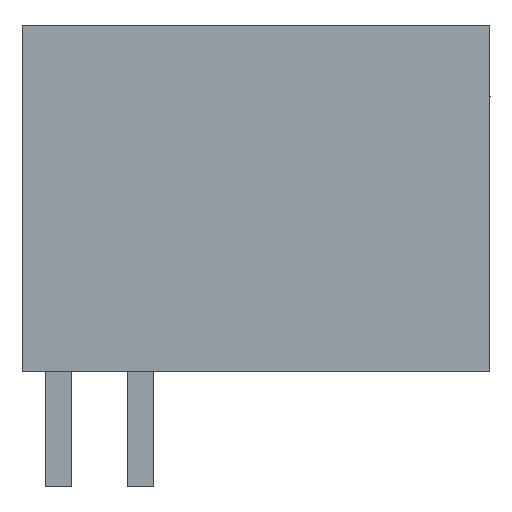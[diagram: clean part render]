
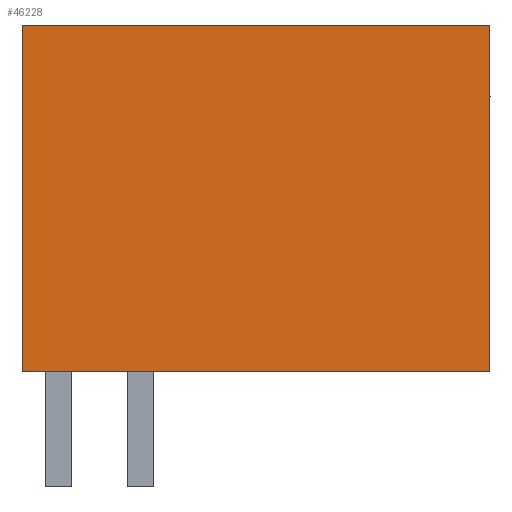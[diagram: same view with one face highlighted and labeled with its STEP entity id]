
A CAD part, left-side view. The second image highlights one B-rep face of the part: STEP entity #46228.
In plain terms, the highlighted planar face has unit normal (-1, 0, 0).
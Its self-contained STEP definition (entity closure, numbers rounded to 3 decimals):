
#46220=AXIS2_PLACEMENT_3D('Plane Axis2P3D',#46217,#46218,#46219) ;
#5958=CARTESIAN_POINT('Vertex',(0.,0.,3.5)) ;
#6399=CARTESIAN_POINT('Vertex',(0.,0.,14.)) ;
#6402=CARTESIAN_POINT('Line Origine',(0.,0.,8.75)) ;
#7090=CARTESIAN_POINT('Vertex',(0.,14.2,14.)) ;
#8411=CARTESIAN_POINT('Vertex',(0.,14.2,3.5)) ;
#8414=CARTESIAN_POINT('Line Origine',(0.,14.2,8.75)) ;
#10941=CARTESIAN_POINT('Line Origine',(0.,7.1,3.5)) ;
#13184=CARTESIAN_POINT('Line Origine',(0.,7.1,14.)) ;
#46217=CARTESIAN_POINT('Axis2P3D Location',(0.,3.975,8.025)) ;
#6403=DIRECTION('Vector Direction',(0.,0.,-1.)) ;
#8415=DIRECTION('Vector Direction',(0.,0.,-1.)) ;
#10942=DIRECTION('Vector Direction',(0.,1.,0.)) ;
#13185=DIRECTION('Vector Direction',(0.,1.,0.)) ;
#46218=DIRECTION('Axis2P3D Direction',(-1.,0.,0.)) ;
#46219=DIRECTION('Axis2P3D XDirection',(0.,0.,-1.)) ;
#6404=VECTOR('Line Direction',#6403,1.) ;
#8416=VECTOR('Line Direction',#8415,1.) ;
#10943=VECTOR('Line Direction',#10942,1.) ;
#13186=VECTOR('Line Direction',#13185,1.) ;
#46223=ORIENTED_EDGE('',*,*,#10945,.F.) ;
#46224=ORIENTED_EDGE('',*,*,#6406,.F.) ;
#46225=ORIENTED_EDGE('',*,*,#13188,.T.) ;
#46226=ORIENTED_EDGE('',*,*,#8418,.T.) ;
#46228=ADVANCED_FACE('HOUSING',(#46227),#46221,.T.) ;
#6406=EDGE_CURVE('',#6400,#5959,#6405,.T.) ;
#8418=EDGE_CURVE('',#7091,#8412,#8417,.T.) ;
#10945=EDGE_CURVE('',#5959,#8412,#10944,.T.) ;
#13188=EDGE_CURVE('',#6400,#7091,#13187,.T.) ;
#46222=EDGE_LOOP('',(#46223,#46224,#46225,#46226)) ;
#46227=FACE_OUTER_BOUND('',#46222,.T.) ;
#6405=LINE('Line',#6402,#6404) ;
#8417=LINE('Line',#8414,#8416) ;
#10944=LINE('Line',#10941,#10943) ;
#13187=LINE('Line',#13184,#13186) ;
#46221=PLANE('',#46220) ;
#5959=VERTEX_POINT('',#5958) ;
#6400=VERTEX_POINT('',#6399) ;
#7091=VERTEX_POINT('',#7090) ;
#8412=VERTEX_POINT('',#8411) ;
